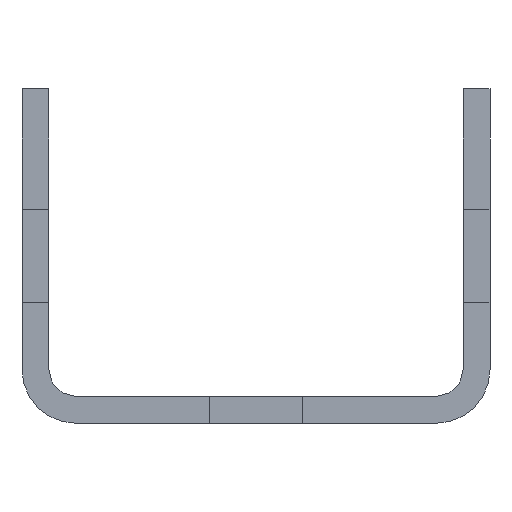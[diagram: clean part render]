
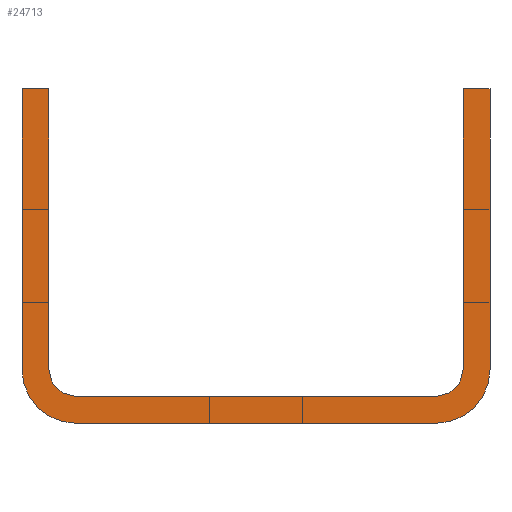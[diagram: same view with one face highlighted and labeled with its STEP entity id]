
A CAD part, front view. The second image highlights one B-rep face of the part: STEP entity #24713.
In plain terms, the highlighted planar face has unit normal (0, -1, 0).
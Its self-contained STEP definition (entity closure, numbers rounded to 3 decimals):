
#2=DIRECTION('',(0.,0.,-1.));
#3=VECTOR('',#2,42.);
#4=CARTESIAN_POINT('',(35.,0.,25.));
#5=LINE('',#4,#3);
#6=CARTESIAN_POINT('',(27.,0.,-17.));
#7=DIRECTION('',(0.,1.,0.));
#8=DIRECTION('',(1.,0.,0.));
#9=AXIS2_PLACEMENT_3D('',#6,#7,#8);
#11=DIRECTION('',(-1.,0.,0.));
#12=VECTOR('',#11,54.);
#13=CARTESIAN_POINT('',(27.,0.,-25.));
#14=LINE('',#13,#12);
#15=CARTESIAN_POINT('',(-27.,0.,-17.));
#16=DIRECTION('',(0.,1.,0.));
#17=DIRECTION('',(0.,0.,-1.));
#18=AXIS2_PLACEMENT_3D('',#15,#16,#17);
#20=DIRECTION('',(0.,0.,1.));
#21=VECTOR('',#20,42.);
#22=CARTESIAN_POINT('',(-35.,0.,-17.));
#23=LINE('',#22,#21);
#24=DIRECTION('',(1.,0.,0.));
#25=VECTOR('',#24,4.);
#26=CARTESIAN_POINT('',(-35.,0.,25.));
#27=LINE('',#26,#25);
#28=DIRECTION('',(0.,0.,-1.));
#29=VECTOR('',#28,42.);
#30=CARTESIAN_POINT('',(-31.,0.,25.));
#31=LINE('',#30,#29);
#32=CARTESIAN_POINT('',(-27.,0.,-17.));
#33=DIRECTION('',(0.,-1.,0.));
#34=DIRECTION('',(-1.,0.,0.));
#35=AXIS2_PLACEMENT_3D('',#32,#33,#34);
#37=DIRECTION('',(1.,0.,0.));
#38=VECTOR('',#37,54.);
#39=CARTESIAN_POINT('',(-27.,0.,-21.));
#40=LINE('',#39,#38);
#41=CARTESIAN_POINT('',(27.,0.,-17.));
#42=DIRECTION('',(0.,-1.,0.));
#43=DIRECTION('',(0.,0.,-1.));
#44=AXIS2_PLACEMENT_3D('',#41,#42,#43);
#46=DIRECTION('',(0.,0.,1.));
#47=VECTOR('',#46,42.);
#48=CARTESIAN_POINT('',(31.,0.,-17.));
#49=LINE('',#48,#47);
#50=DIRECTION('',(1.,0.,0.));
#51=VECTOR('',#50,4.);
#52=CARTESIAN_POINT('',(31.,0.,25.));
#53=LINE('',#52,#51);
#18874=CARTESIAN_POINT('',(35.,0.,25.));
#18875=CARTESIAN_POINT('',(35.,0.,-17.));
#18876=VERTEX_POINT('',#18874);
#18877=VERTEX_POINT('',#18875);
#18878=CARTESIAN_POINT('',(27.,0.,-25.));
#18879=VERTEX_POINT('',#18878);
#18880=CARTESIAN_POINT('',(-27.,0.,-25.));
#18881=VERTEX_POINT('',#18880);
#18882=CARTESIAN_POINT('',(-35.,0.,-17.));
#18883=VERTEX_POINT('',#18882);
#18884=CARTESIAN_POINT('',(-35.,0.,25.));
#18885=VERTEX_POINT('',#18884);
#18886=CARTESIAN_POINT('',(-31.,0.,25.));
#18887=VERTEX_POINT('',#18886);
#18888=CARTESIAN_POINT('',(-31.,0.,-17.));
#18889=VERTEX_POINT('',#18888);
#18890=CARTESIAN_POINT('',(-27.,0.,-21.));
#18891=VERTEX_POINT('',#18890);
#18892=CARTESIAN_POINT('',(27.,0.,-21.));
#18893=VERTEX_POINT('',#18892);
#18894=CARTESIAN_POINT('',(31.,0.,-17.));
#18895=VERTEX_POINT('',#18894);
#18896=CARTESIAN_POINT('',(31.,0.,25.));
#18897=VERTEX_POINT('',#18896);
#24682=CARTESIAN_POINT('',(0.,0.,0.));
#24683=DIRECTION('',(0.,1.,0.));
#24684=DIRECTION('',(1.,0.,0.));
#24685=AXIS2_PLACEMENT_3D('',#24682,#24683,#24684);
#24686=PLANE('',#24685);
#24688=ORIENTED_EDGE('',*,*,#24687,.T.);
#24690=ORIENTED_EDGE('',*,*,#24689,.T.);
#24692=ORIENTED_EDGE('',*,*,#24691,.T.);
#24694=ORIENTED_EDGE('',*,*,#24693,.T.);
#24696=ORIENTED_EDGE('',*,*,#24695,.T.);
#24698=ORIENTED_EDGE('',*,*,#24697,.T.);
#24700=ORIENTED_EDGE('',*,*,#24699,.T.);
#24702=ORIENTED_EDGE('',*,*,#24701,.T.);
#24704=ORIENTED_EDGE('',*,*,#24703,.T.);
#24706=ORIENTED_EDGE('',*,*,#24705,.T.);
#24708=ORIENTED_EDGE('',*,*,#24707,.T.);
#24710=ORIENTED_EDGE('',*,*,#24709,.T.);
#24711=EDGE_LOOP('',(#24688,#24690,#24692,#24694,#24696,#24698,#24700,#24702,
#24704,#24706,#24708,#24710));
#24712=FACE_OUTER_BOUND('',#24711,.F.);
#24713=ADVANCED_FACE('',(#24712),#24686,.F.);
#10=CIRCLE('',#9,8.);
#19=CIRCLE('',#18,8.);
#36=CIRCLE('',#35,4.);
#45=CIRCLE('',#44,4.);
#24687=EDGE_CURVE('',#18876,#18877,#5,.T.);
#24689=EDGE_CURVE('',#18877,#18879,#10,.T.);
#24691=EDGE_CURVE('',#18879,#18881,#14,.T.);
#24693=EDGE_CURVE('',#18881,#18883,#19,.T.);
#24695=EDGE_CURVE('',#18883,#18885,#23,.T.);
#24697=EDGE_CURVE('',#18885,#18887,#27,.T.);
#24699=EDGE_CURVE('',#18887,#18889,#31,.T.);
#24701=EDGE_CURVE('',#18889,#18891,#36,.T.);
#24703=EDGE_CURVE('',#18891,#18893,#40,.T.);
#24705=EDGE_CURVE('',#18893,#18895,#45,.T.);
#24707=EDGE_CURVE('',#18895,#18897,#49,.T.);
#24709=EDGE_CURVE('',#18897,#18876,#53,.T.);
